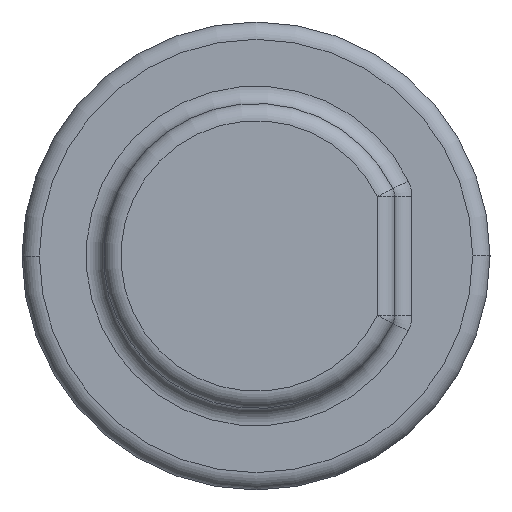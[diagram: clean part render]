
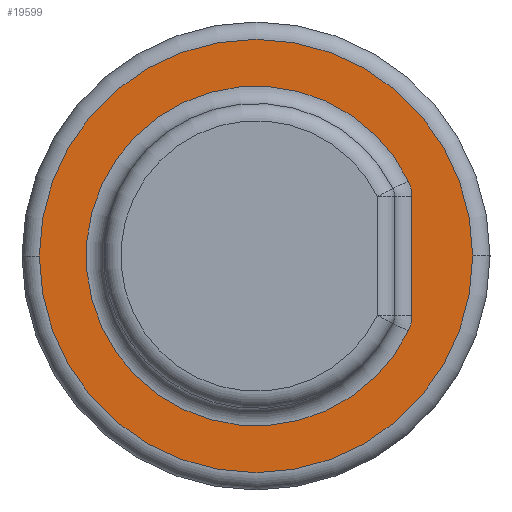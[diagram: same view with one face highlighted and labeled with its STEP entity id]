
A CAD part, left-side view. The second image highlights one B-rep face of the part: STEP entity #19599.
In plain terms, the highlighted face is planar.
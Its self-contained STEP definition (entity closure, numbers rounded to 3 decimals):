
#17619=CARTESIAN_POINT('',(0.,0.,0.));
#17620=DIRECTION('',(0.,-1.,0.));
#17621=DIRECTION('',(1.,0.,0.));
#17622=AXIS2_PLACEMENT_3D('',#17619,#17620,#17621);
#17624=CARTESIAN_POINT('',(0.,0.,0.));
#17625=DIRECTION('',(0.,-1.,0.));
#17626=DIRECTION('',(-1.,0.,0.));
#17627=AXIS2_PLACEMENT_3D('',#17624,#17625,#17626);
#17629=CARTESIAN_POINT('',(-7.,0.,3.441));
#17630=DIRECTION('',(0.,-1.,0.));
#17631=DIRECTION('',(-0.897,0.,0.441));
#17632=AXIS2_PLACEMENT_3D('',#17629,#17630,#17631);
#17634=CARTESIAN_POINT('',(0.,0.,0.));
#17635=DIRECTION('',(0.,-1.,0.));
#17636=DIRECTION('',(-0.897,0.,-0.441));
#17637=AXIS2_PLACEMENT_3D('',#17634,#17635,#17636);
#17639=CARTESIAN_POINT('',(-7.,0.,-3.441));
#17640=DIRECTION('',(0.,-1.,0.));
#17641=DIRECTION('',(-1.,0.,0.));
#17642=AXIS2_PLACEMENT_3D('',#17639,#17640,#17641);
#17644=DIRECTION('',(0.,0.,-1.));
#17645=VECTOR('',#17644,6.882);
#17646=CARTESIAN_POINT('',(-9.,0.,3.441));
#17647=LINE('',#17646,#17645);
#19292=CARTESIAN_POINT('',(12.5,0.,0.));
#19293=CARTESIAN_POINT('',(-12.5,0.,0.));
#19294=VERTEX_POINT('',#19292);
#19295=VERTEX_POINT('',#19293);
#19308=CARTESIAN_POINT('',(-8.795,0.,4.323));
#19309=CARTESIAN_POINT('',(-9.,0.,3.441));
#19310=VERTEX_POINT('',#19308);
#19311=VERTEX_POINT('',#19309);
#19314=CARTESIAN_POINT('',(-9.,0.,-3.441));
#19315=VERTEX_POINT('',#19314);
#19318=CARTESIAN_POINT('',(-8.795,0.,-4.323));
#19319=VERTEX_POINT('',#19318);
#19578=CARTESIAN_POINT('',(0.,0.,0.));
#19579=DIRECTION('',(0.,-1.,0.));
#19580=DIRECTION('',(-1.,0.,0.));
#19581=AXIS2_PLACEMENT_3D('',#19578,#19579,#19580);
#19582=PLANE('',#19581);
#19584=ORIENTED_EDGE('',*,*,#19583,.T.);
#19586=ORIENTED_EDGE('',*,*,#19585,.T.);
#19587=EDGE_LOOP('',(#19584,#19586));
#19588=FACE_OUTER_BOUND('',#19587,.F.);
#19590=ORIENTED_EDGE('',*,*,#19589,.F.);
#19592=ORIENTED_EDGE('',*,*,#19591,.F.);
#19594=ORIENTED_EDGE('',*,*,#19593,.F.);
#19596=ORIENTED_EDGE('',*,*,#19595,.F.);
#19597=EDGE_LOOP('',(#19590,#19592,#19594,#19596));
#19598=FACE_BOUND('',#19597,.F.);
#19599=ADVANCED_FACE('',(#19588,#19598),#19582,.F.);
#17623=CIRCLE('',#17622,12.5);
#17628=CIRCLE('',#17627,12.5);
#17633=CIRCLE('',#17632,2.);
#17638=CIRCLE('',#17637,9.8);
#17643=CIRCLE('',#17642,2.);
#19583=EDGE_CURVE('',#19294,#19295,#17623,.T.);
#19585=EDGE_CURVE('',#19295,#19294,#17628,.T.);
#19589=EDGE_CURVE('',#19310,#19311,#17633,.T.);
#19591=EDGE_CURVE('',#19319,#19310,#17638,.T.);
#19593=EDGE_CURVE('',#19315,#19319,#17643,.T.);
#19595=EDGE_CURVE('',#19311,#19315,#17647,.T.);
